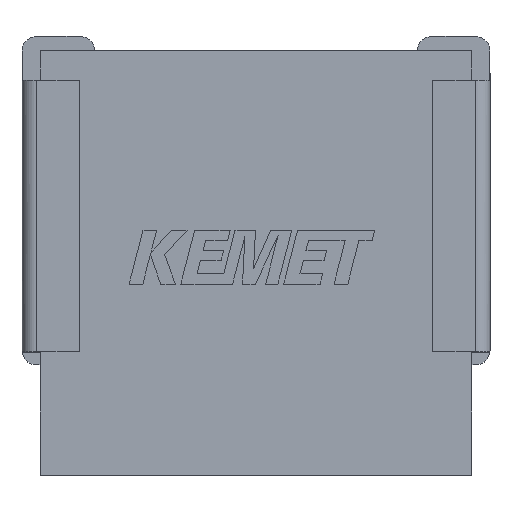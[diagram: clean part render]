
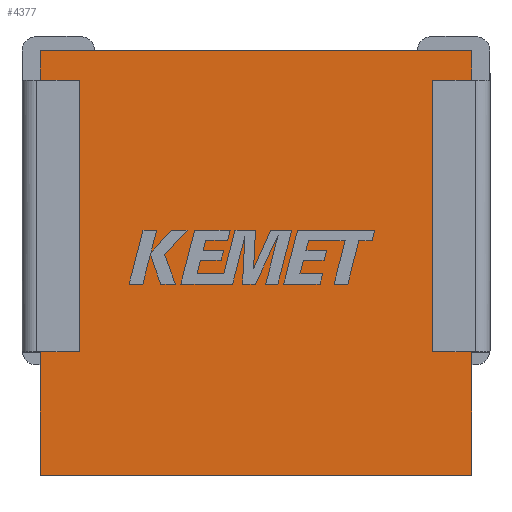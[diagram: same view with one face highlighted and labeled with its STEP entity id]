
A CAD part, top view. The second image highlights one B-rep face of the part: STEP entity #4377.
In plain terms, the highlighted planar face has unit normal (0, 0, 1).
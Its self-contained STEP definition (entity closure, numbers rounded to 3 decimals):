
#13 = ORIENTED_EDGE ( 'NONE', *, *, #109, .T. ) ;
#62 = EDGE_LOOP ( 'NONE', ( #4547, #1585, #3703, #3105, #3601, #3205, #1612, #1462, #2721, #13, #3592, #2117 ) ) ;
#109 = EDGE_CURVE ( 'NONE', #594, #2352, #2411, .T. ) ;
#143 = DIRECTION ( 'NONE',  ( 0., -1., 0. ) ) ;
#153 = VECTOR ( 'NONE', #2406, 1000. ) ;
#229 = VERTEX_POINT ( 'NONE', #378 ) ;
#302 = VERTEX_POINT ( 'NONE', #1151 ) ;
#327 = DIRECTION ( 'NONE',  ( 1., 0., 0. ) ) ;
#352 = CARTESIAN_POINT ( 'NONE',  ( 11.9, 11.7, 0. ) ) ;
#364 = VECTOR ( 'NONE', #327, 1000. ) ;
#374 = FACE_OUTER_BOUND ( 'NONE', #62, .T. ) ;
#378 = CARTESIAN_POINT ( 'NONE',  ( 1.084, 10.884, 0. ) ) ;
#472 = VECTOR ( 'NONE', #971, 1000. ) ;
#517 = CARTESIAN_POINT ( 'NONE',  ( 10.816, 3.396, 0. ) ) ;
#594 = VERTEX_POINT ( 'NONE', #4357 ) ;
#607 = DIRECTION ( 'NONE',  ( 0., -1., 0. ) ) ;
#643 = CARTESIAN_POINT ( 'NONE',  ( 10.816, 3.396, 0. ) ) ;
#764 = CARTESIAN_POINT ( 'NONE',  ( 1.084, 3.396, 0. ) ) ;
#771 = CARTESIAN_POINT ( 'NONE',  ( 0., 10.884, 0. ) ) ;
#863 = DIRECTION ( 'NONE',  ( -1., 0., 0. ) ) ;
#890 = LINE ( 'NONE', #1388, #2642 ) ;
#915 = CARTESIAN_POINT ( 'NONE',  ( 1.084, 3.396, 0. ) ) ;
#971 = DIRECTION ( 'NONE',  ( 0., -1., 0. ) ) ;
#982 = CARTESIAN_POINT ( 'NONE',  ( 10.816, 10.884, 0. ) ) ;
#1116 = VECTOR ( 'NONE', #3742, 1000. ) ;
#1148 = CARTESIAN_POINT ( 'NONE',  ( 11.9, 3.396, 0. ) ) ;
#1151 = CARTESIAN_POINT ( 'NONE',  ( 0., 0., 0. ) ) ;
#1162 = VERTEX_POINT ( 'NONE', #771 ) ;
#1215 = EDGE_CURVE ( 'NONE', #229, #3080, #3327, .T. ) ;
#1222 = CARTESIAN_POINT ( 'NONE',  ( 1.084, 10.884, 0. ) ) ;
#1339 = EDGE_CURVE ( 'NONE', #4239, #3087, #4445, .T. ) ;
#1364 = CARTESIAN_POINT ( 'NONE',  ( 0., 11.7, 0. ) ) ;
#1388 = CARTESIAN_POINT ( 'NONE',  ( 0., 0., 0. ) ) ;
#1462 = ORIENTED_EDGE ( 'NONE', *, *, #1339, .F. ) ;
#1496 = EDGE_CURVE ( 'NONE', #3080, #4506, #2939, .T. ) ;
#1501 = DIRECTION ( 'NONE',  ( -1., 0., 0. ) ) ;
#1523 = VECTOR ( 'NONE', #863, 1000. ) ;
#1531 = CARTESIAN_POINT ( 'NONE',  ( 0., 11.7, 0. ) ) ;
#1585 = ORIENTED_EDGE ( 'NONE', *, *, #1215, .T. ) ;
#1612 = ORIENTED_EDGE ( 'NONE', *, *, #3863, .F. ) ;
#1720 = VECTOR ( 'NONE', #2534, 1000. ) ;
#1786 = LINE ( 'NONE', #3457, #2541 ) ;
#1967 = EDGE_CURVE ( 'NONE', #229, #1162, #1786, .T. ) ;
#2043 = LINE ( 'NONE', #4209, #3190 ) ;
#2117 = ORIENTED_EDGE ( 'NONE', *, *, #3697, .T. ) ;
#2171 = CARTESIAN_POINT ( 'NONE',  ( 0., 0., 0. ) ) ;
#2204 = CARTESIAN_POINT ( 'NONE',  ( 0., 0., 0. ) ) ;
#2340 = LINE ( 'NONE', #1531, #1116 ) ;
#2352 = VERTEX_POINT ( 'NONE', #352 ) ;
#2406 = DIRECTION ( 'NONE',  ( 1., 0., 0. ) ) ;
#2411 = LINE ( 'NONE', #3456, #3491 ) ;
#2412 = DIRECTION ( 'NONE',  ( -1., 0., 0. ) ) ;
#2449 = DIRECTION ( 'NONE',  ( 1., 0., 0. ) ) ;
#2534 = DIRECTION ( 'NONE',  ( 0., 1., 0. ) ) ;
#2541 = VECTOR ( 'NONE', #2412, 1000. ) ;
#2642 = VECTOR ( 'NONE', #607, 1000. ) ;
#2717 = DIRECTION ( 'NONE',  ( 0., 1., 0. ) ) ;
#2721 = ORIENTED_EDGE ( 'NONE', *, *, #4317, .T. ) ;
#2743 = LINE ( 'NONE', #643, #364 ) ;
#2865 = LINE ( 'NONE', #4251, #1720 ) ;
#2871 = DIRECTION ( 'NONE',  ( 0., 0., -1. ) ) ;
#2939 = LINE ( 'NONE', #764, #1523 ) ;
#3080 = VERTEX_POINT ( 'NONE', #915 ) ;
#3087 = VERTEX_POINT ( 'NONE', #517 ) ;
#3097 = CARTESIAN_POINT ( 'NONE',  ( 10.816, 10.884, 0. ) ) ;
#3100 = LINE ( 'NONE', #982, #153 ) ;
#3105 = ORIENTED_EDGE ( 'NONE', *, *, #3132, .T. ) ;
#3132 = EDGE_CURVE ( 'NONE', #4506, #302, #890, .T. ) ;
#3181 = DIRECTION ( 'NONE',  ( 0., -1., 0. ) ) ;
#3190 = VECTOR ( 'NONE', #2449, 1000. ) ;
#3205 = ORIENTED_EDGE ( 'NONE', *, *, #3644, .T. ) ;
#3251 = EDGE_CURVE ( 'NONE', #302, #3516, #2043, .T. ) ;
#3253 = LINE ( 'NONE', #2171, #4454 ) ;
#3267 = VERTEX_POINT ( 'NONE', #1364 ) ;
#3326 = VERTEX_POINT ( 'NONE', #1148 ) ;
#3327 = LINE ( 'NONE', #1222, #3364 ) ;
#3364 = VECTOR ( 'NONE', #143, 1000. ) ;
#3424 = CARTESIAN_POINT ( 'NONE',  ( 10.816, 10.884, 0. ) ) ;
#3456 = CARTESIAN_POINT ( 'NONE',  ( 11.9, 0., 0. ) ) ;
#3457 = CARTESIAN_POINT ( 'NONE',  ( 1.084, 10.884, 0. ) ) ;
#3491 = VECTOR ( 'NONE', #2717, 1000. ) ;
#3516 = VERTEX_POINT ( 'NONE', #3808 ) ;
#3592 = ORIENTED_EDGE ( 'NONE', *, *, #4432, .T. ) ;
#3601 = ORIENTED_EDGE ( 'NONE', *, *, #3251, .T. ) ;
#3644 = EDGE_CURVE ( 'NONE', #3516, #3326, #2865, .T. ) ;
#3697 = EDGE_CURVE ( 'NONE', #3267, #1162, #3253, .T. ) ;
#3703 = ORIENTED_EDGE ( 'NONE', *, *, #1496, .T. ) ;
#3742 = DIRECTION ( 'NONE',  ( -1., 0., 0. ) ) ;
#3808 = CARTESIAN_POINT ( 'NONE',  ( 11.9, 0., 0. ) ) ;
#3863 = EDGE_CURVE ( 'NONE', #3087, #3326, #2743, .T. ) ;
#3898 = PLANE ( 'NONE',  #3928 ) ;
#3928 = AXIS2_PLACEMENT_3D ( 'NONE', #2204, #2871, #1501 ) ;
#4209 = CARTESIAN_POINT ( 'NONE',  ( 0., 0., 0. ) ) ;
#4239 = VERTEX_POINT ( 'NONE', #3424 ) ;
#4251 = CARTESIAN_POINT ( 'NONE',  ( 11.9, 0., 0. ) ) ;
#4317 = EDGE_CURVE ( 'NONE', #4239, #594, #3100, .T. ) ;
#4357 = CARTESIAN_POINT ( 'NONE',  ( 11.9, 10.884, 0. ) ) ;
#4377 = ADVANCED_FACE ( 'NONE', ( #374 ), #3898, .F. ) ;
#4406 = CARTESIAN_POINT ( 'NONE',  ( 0., 3.396, 0. ) ) ;
#4432 = EDGE_CURVE ( 'NONE', #2352, #3267, #2340, .T. ) ;
#4445 = LINE ( 'NONE', #3097, #472 ) ;
#4454 = VECTOR ( 'NONE', #3181, 1000. ) ;
#4506 = VERTEX_POINT ( 'NONE', #4406 ) ;
#4547 = ORIENTED_EDGE ( 'NONE', *, *, #1967, .F. ) ;
